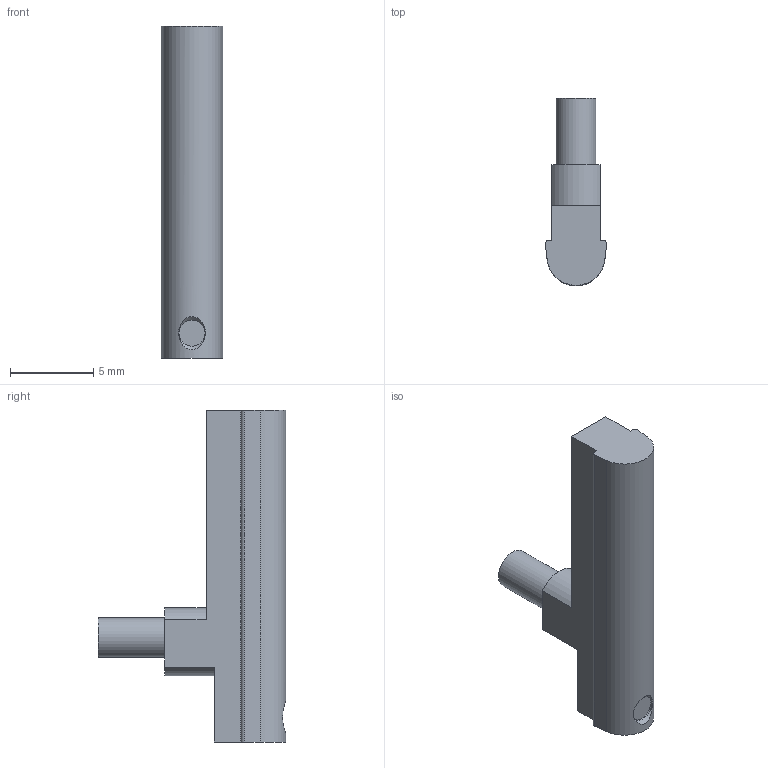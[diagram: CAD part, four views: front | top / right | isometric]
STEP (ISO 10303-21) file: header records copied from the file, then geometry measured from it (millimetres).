
FILE_DESCRIPTION(/* description */ ('STEP AP214'),/* implementation_level */ '2;1');
FILE_NAME(/* name */ '173211_SME-10-KQ-LED-24',/* time_stamp */ '2024-09-15T07:39:45+02:00',/* author */ ('License CC BY-ND 4.0'),/* organization */ ('CADENAS'),/* preprocessor_version */ 'ST-DEVELOPER v19.3',/* originating_system */ 'PARTsolutions',/* authorisation */ ' ');
FILE_SCHEMA (('AUTOMOTIVE_DESIGN {1 0 10303 214 3 1 1}'));
Length unit declared in the file: millimetre
Products named in the file (2): 173211 SME-10-KQ-LED-24; 173211 SME-10-KQ-LED-24---(P)
Assembly tree (1 placements, depth 2):
  173211 SME-10-KQ-LED-24
    173211 SME-10-KQ-LED-24---(P)
Bounding box: 3.7 x 11.3 x 20 mm (x, y, z)
Volume: 322.3 mm3; surface area: 399.1 mm2
Topology: 1 solids, 1 shells, 35 faces, 82 edges, 55 vertices
Faces by surface type: plane 23, cylinder 10, cone 2
Full cylindrical faces by diameter (mm): 1.4 x2, 1.567 x1, 2 x1, 2.4 x1
Entity records: 1244 total; most frequent: CARTESIAN_POINT 175, DIRECTION 166, ORIENTED_EDGE 144, EDGE_CURVE 72, AXIS2_PLACEMENT_3D 58, VERTEX_POINT 52, LINE 50, VECTOR 50
